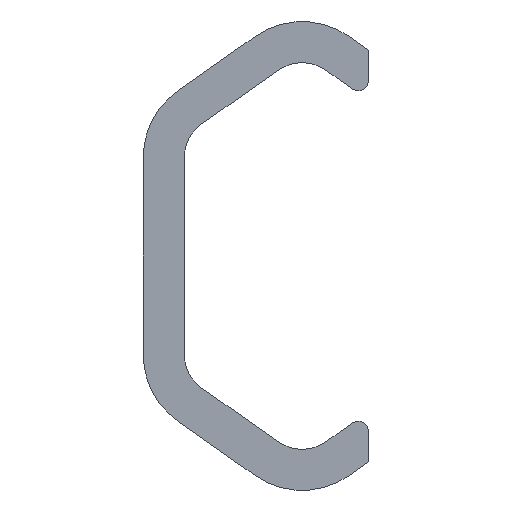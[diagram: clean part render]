
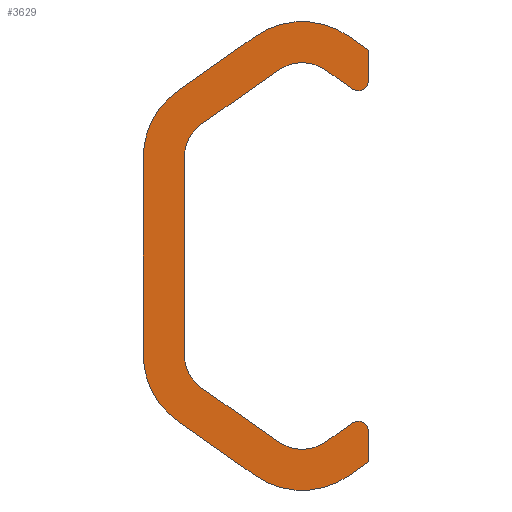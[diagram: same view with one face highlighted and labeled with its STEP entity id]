
A CAD part, left-side view. The second image highlights one B-rep face of the part: STEP entity #3629.
In plain terms, the highlighted planar face has unit normal (-1, 0, 0).
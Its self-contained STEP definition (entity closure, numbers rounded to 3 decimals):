
#268=CARTESIAN_POINT('',(0.0,9.794,12.877));
#269=VERTEX_POINT('',#268);
#276=CARTESIAN_POINT('',(0.0,11.5,9.6));
#277=VERTEX_POINT('',#276);
#278=CARTESIAN_POINT('',(0.0,7.5,9.6));
#279=DIRECTION('',(-1.0,0.0,0.0));
#280=DIRECTION('',(0.0,-1.0,0.0));
#281=AXIS2_PLACEMENT_3D('',#278,#279,#280);
#282=CIRCLE('',#281,4.);
#283=EDGE_CURVE('',#269,#277,#282,.T.);
#300=CARTESIAN_POINT('',(0.0,2.294,18.128));
#301=VERTEX_POINT('',#300);
#308=CARTESIAN_POINT('',(0.0,2.294,18.128));
#309=DIRECTION('',(0.0,0.819,-0.574));
#310=VECTOR('',#309,9.156);
#311=LINE('',#308,#310);
#312=EDGE_CURVE('',#301,#269,#311,.T.);
#324=CARTESIAN_POINT('',(0.0,-2.294,18.128));
#325=VERTEX_POINT('',#324);
#332=CARTESIAN_POINT('',(0.0,0.,14.852));
#333=DIRECTION('',(-1.0,0.0,0.0));
#334=DIRECTION('',(0.0,-0.574,-0.819));
#335=AXIS2_PLACEMENT_3D('',#332,#333,#334);
#336=CIRCLE('',#335,4.);
#337=EDGE_CURVE('',#325,#301,#336,.T.);
#349=CARTESIAN_POINT('',(0.0,-4.926,16.285));
#350=VERTEX_POINT('',#349);
#357=CARTESIAN_POINT('',(0.0,-4.926,16.285));
#358=DIRECTION('',(0.0,0.819,0.574));
#359=VECTOR('',#358,3.213);
#360=LINE('',#357,#359);
#361=EDGE_CURVE('',#350,#325,#360,.T.);
#373=CARTESIAN_POINT('',(0.0,-6.5,17.104));
#374=VERTEX_POINT('',#373);
#381=CARTESIAN_POINT('',(0.0,-5.5,17.104));
#382=DIRECTION('',(1.0,0.0,0.0));
#383=DIRECTION('',(0.0,-1.0,0.0));
#384=AXIS2_PLACEMENT_3D('',#381,#382,#383);
#385=CIRCLE('',#384,1.0);
#386=EDGE_CURVE('',#374,#350,#385,.T.);
#398=CARTESIAN_POINT('',(0.0,-6.5,20.066));
#399=VERTEX_POINT('',#398);
#406=CARTESIAN_POINT('',(0.0,-6.5,20.066));
#407=DIRECTION('',(0.0,0.0,-1.0));
#408=VECTOR('',#407,2.962);
#409=LINE('',#406,#408);
#410=EDGE_CURVE('',#399,#374,#409,.T.);
#422=CARTESIAN_POINT('',(0.0,-4.589,21.405));
#423=VERTEX_POINT('',#422);
#430=CARTESIAN_POINT('',(0.0,-4.589,21.405));
#431=DIRECTION('',(0.0,-0.819,-0.574));
#432=VECTOR('',#431,2.333);
#433=LINE('',#430,#432);
#434=EDGE_CURVE('',#423,#399,#433,.T.);
#446=CARTESIAN_POINT('',(0.0,4.589,21.405));
#447=VERTEX_POINT('',#446);
#454=CARTESIAN_POINT('',(0.0,0.,14.852));
#455=DIRECTION('',(1.0,0.0,0.0));
#456=DIRECTION('',(0.0,0.574,0.819));
#457=AXIS2_PLACEMENT_3D('',#454,#455,#456);
#458=CIRCLE('',#457,8.);
#459=EDGE_CURVE('',#447,#423,#458,.T.);
#471=CARTESIAN_POINT('',(0.0,12.089,16.153));
#472=VERTEX_POINT('',#471);
#479=CARTESIAN_POINT('',(0.0,12.089,16.153));
#480=DIRECTION('',(0.0,-0.819,0.574));
#481=VECTOR('',#480,9.156);
#482=LINE('',#479,#481);
#483=EDGE_CURVE('',#472,#447,#482,.T.);
#495=CARTESIAN_POINT('',(0.0,15.5,9.6));
#496=VERTEX_POINT('',#495);
#503=CARTESIAN_POINT('',(0.0,7.5,9.6));
#504=DIRECTION('',(1.0,0.0,0.0));
#505=DIRECTION('',(0.0,1.0,0.0));
#506=AXIS2_PLACEMENT_3D('',#503,#504,#505);
#507=CIRCLE('',#506,8.);
#508=EDGE_CURVE('',#496,#472,#507,.T.);
#520=CARTESIAN_POINT('',(0.0,15.5,-9.6));
#521=VERTEX_POINT('',#520);
#528=CARTESIAN_POINT('',(0.0,15.5,-9.6));
#529=DIRECTION('',(0.0,0.0,1.0));
#530=VECTOR('',#529,19.2);
#531=LINE('',#528,#530);
#532=EDGE_CURVE('',#521,#496,#531,.T.);
#3224=CARTESIAN_POINT('',(0.0,12.089,-16.153));
#3225=VERTEX_POINT('',#3224);
#3232=CARTESIAN_POINT('',(0.0,7.5,-9.6));
#3233=DIRECTION('',(1.0,0.0,0.0));
#3234=DIRECTION('',(0.0,0.574,-0.819));
#3235=AXIS2_PLACEMENT_3D('',#3232,#3233,#3234);
#3236=CIRCLE('',#3235,8.);
#3237=EDGE_CURVE('',#3225,#521,#3236,.T.);
#3249=CARTESIAN_POINT('',(0.0,4.589,-21.405));
#3250=VERTEX_POINT('',#3249);
#3257=CARTESIAN_POINT('',(0.0,4.589,-21.405));
#3258=DIRECTION('',(0.0,0.819,0.574));
#3259=VECTOR('',#3258,9.156);
#3260=LINE('',#3257,#3259);
#3261=EDGE_CURVE('',#3250,#3225,#3260,.T.);
#3273=CARTESIAN_POINT('',(0.0,-4.589,-21.405));
#3274=VERTEX_POINT('',#3273);
#3281=CARTESIAN_POINT('',(0.0,0.,-14.852));
#3282=DIRECTION('',(1.0,0.0,0.0));
#3283=DIRECTION('',(0.0,-0.574,-0.819));
#3284=AXIS2_PLACEMENT_3D('',#3281,#3282,#3283);
#3285=CIRCLE('',#3284,8.);
#3286=EDGE_CURVE('',#3274,#3250,#3285,.T.);
#3298=CARTESIAN_POINT('',(0.0,-6.5,-20.066));
#3299=VERTEX_POINT('',#3298);
#3306=CARTESIAN_POINT('',(0.0,-6.5,-20.066));
#3307=DIRECTION('',(0.0,0.819,-0.574));
#3308=VECTOR('',#3307,2.333);
#3309=LINE('',#3306,#3308);
#3310=EDGE_CURVE('',#3299,#3274,#3309,.T.);
#3322=CARTESIAN_POINT('',(0.0,-6.5,-17.104));
#3323=VERTEX_POINT('',#3322);
#3330=CARTESIAN_POINT('',(0.0,-6.5,-17.104));
#3331=DIRECTION('',(0.0,0.0,-1.0));
#3332=VECTOR('',#3331,2.962);
#3333=LINE('',#3330,#3332);
#3334=EDGE_CURVE('',#3323,#3299,#3333,.T.);
#3346=CARTESIAN_POINT('',(0.0,-4.926,-16.285));
#3347=VERTEX_POINT('',#3346);
#3354=CARTESIAN_POINT('',(0.0,-5.5,-17.104));
#3355=DIRECTION('',(1.0,0.0,0.0));
#3356=DIRECTION('',(0.0,0.574,0.819));
#3357=AXIS2_PLACEMENT_3D('',#3354,#3355,#3356);
#3358=CIRCLE('',#3357,1.0);
#3359=EDGE_CURVE('',#3347,#3323,#3358,.T.);
#3371=CARTESIAN_POINT('',(0.0,-2.294,-18.128));
#3372=VERTEX_POINT('',#3371);
#3379=CARTESIAN_POINT('',(0.0,-2.294,-18.128));
#3380=DIRECTION('',(0.0,-0.819,0.574));
#3381=VECTOR('',#3380,3.213);
#3382=LINE('',#3379,#3381);
#3383=EDGE_CURVE('',#3372,#3347,#3382,.T.);
#3395=CARTESIAN_POINT('',(0.0,2.294,-18.128));
#3396=VERTEX_POINT('',#3395);
#3403=CARTESIAN_POINT('',(0.0,0.,-14.852));
#3404=DIRECTION('',(-1.0,0.0,0.0));
#3405=DIRECTION('',(0.0,0.574,0.819));
#3406=AXIS2_PLACEMENT_3D('',#3403,#3404,#3405);
#3407=CIRCLE('',#3406,4.);
#3408=EDGE_CURVE('',#3396,#3372,#3407,.T.);
#3420=CARTESIAN_POINT('',(0.0,9.794,-12.877));
#3421=VERTEX_POINT('',#3420);
#3428=CARTESIAN_POINT('',(0.0,9.794,-12.877));
#3429=DIRECTION('',(0.0,-0.819,-0.574));
#3430=VECTOR('',#3429,9.156);
#3431=LINE('',#3428,#3430);
#3432=EDGE_CURVE('',#3421,#3396,#3431,.T.);
#3444=CARTESIAN_POINT('',(0.0,11.5,-9.6));
#3445=VERTEX_POINT('',#3444);
#3452=CARTESIAN_POINT('',(0.0,7.5,-9.6));
#3453=DIRECTION('',(-1.0,0.0,0.0));
#3454=DIRECTION('',(0.0,-0.574,0.819));
#3455=AXIS2_PLACEMENT_3D('',#3452,#3453,#3454);
#3456=CIRCLE('',#3455,4.);
#3457=EDGE_CURVE('',#3445,#3421,#3456,.T.);
#3470=CARTESIAN_POINT('',(0.0,11.5,9.6));
#3471=DIRECTION('',(0.0,0.0,-1.0));
#3472=VECTOR('',#3471,19.2);
#3473=LINE('',#3470,#3472);
#3474=EDGE_CURVE('',#277,#3445,#3473,.T.);
#3600=CARTESIAN_POINT('',(0.0,6.53,0.));
#3601=DIRECTION('',(1.0,0.0,0.0));
#3602=DIRECTION('',(0.0,0.0,-1.0));
#3603=AXIS2_PLACEMENT_3D('',#3600,#3601,#3602);
#3604=PLANE('',#3603);
#3605=ORIENTED_EDGE('',*,*,#532,.F.);
#3606=ORIENTED_EDGE('',*,*,#3237,.F.);
#3607=ORIENTED_EDGE('',*,*,#3261,.F.);
#3608=ORIENTED_EDGE('',*,*,#3286,.F.);
#3609=ORIENTED_EDGE('',*,*,#3310,.F.);
#3610=ORIENTED_EDGE('',*,*,#3334,.F.);
#3611=ORIENTED_EDGE('',*,*,#3359,.F.);
#3612=ORIENTED_EDGE('',*,*,#3383,.F.);
#3613=ORIENTED_EDGE('',*,*,#3408,.F.);
#3614=ORIENTED_EDGE('',*,*,#3432,.F.);
#3615=ORIENTED_EDGE('',*,*,#3457,.F.);
#3616=ORIENTED_EDGE('',*,*,#3474,.F.);
#3617=ORIENTED_EDGE('',*,*,#283,.F.);
#3618=ORIENTED_EDGE('',*,*,#312,.F.);
#3619=ORIENTED_EDGE('',*,*,#337,.F.);
#3620=ORIENTED_EDGE('',*,*,#361,.F.);
#3621=ORIENTED_EDGE('',*,*,#386,.F.);
#3622=ORIENTED_EDGE('',*,*,#410,.F.);
#3623=ORIENTED_EDGE('',*,*,#434,.F.);
#3624=ORIENTED_EDGE('',*,*,#459,.F.);
#3625=ORIENTED_EDGE('',*,*,#483,.F.);
#3626=ORIENTED_EDGE('',*,*,#508,.F.);
#3627=EDGE_LOOP('',(#3605,#3606,#3607,#3608,#3609,#3610,#3611,#3612,#3613,#3614,#3615,#3616,#3617,#3618,#3619,#3620,#3621,#3622,#3623,#3624,#3625,#3626));
#3628=FACE_OUTER_BOUND('',#3627,.T.);
#3629=ADVANCED_FACE('',(#3628),#3604,.F.);
